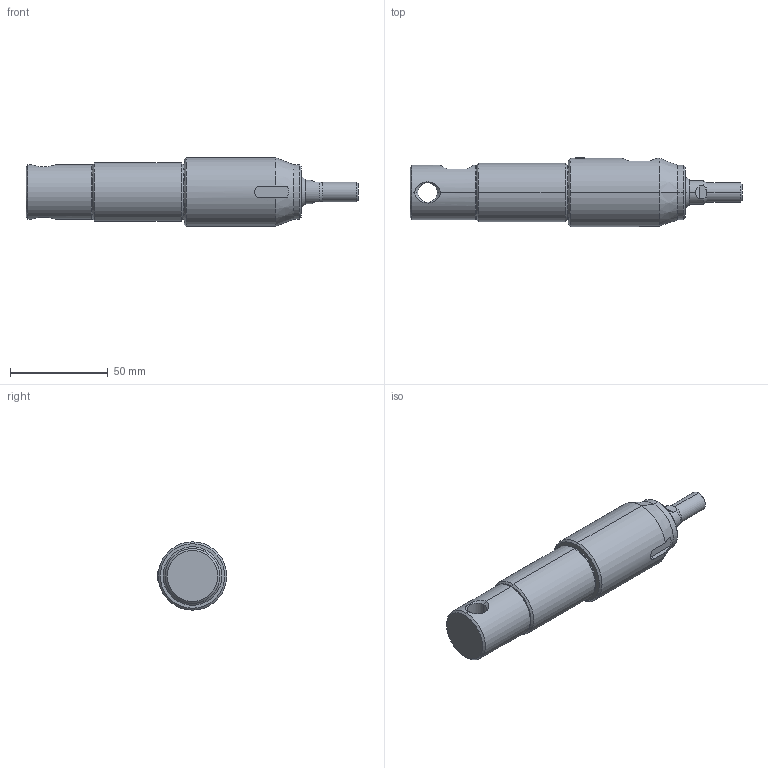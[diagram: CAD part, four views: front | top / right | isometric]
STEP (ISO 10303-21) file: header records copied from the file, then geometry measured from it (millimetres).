
FILE_DESCRIPTION (( 'STEP AP203' ), '1' );
FILE_NAME ('71220.50.STEP', '2014-09-01T13:42:24', ( '' ), ( '' ), 'SwSTEP 2.0', 'SolidWorks 2013', '' );
FILE_SCHEMA (( 'CONFIG_CONTROL_DESIGN' ));
Length unit declared in the file: millimetre
Products named in the file (1): 71220.50
Bounding box: 170 x 35.5 x 35 mm (x, y, z)
Surface area: 21573 mm2 (no closed solid volume)
Topology: 0 solids, 8 shells, 87 faces, 218 edges, 140 vertices
Faces by surface type: cone 30, cylinder 29, plane 28
Entity records: 3173 total; most frequent: CARTESIAN_POINT 1025, DIRECTION 451, ORIENTED_EDGE 388, EDGE_CURVE 218, AXIS2_PLACEMENT_3D 176, VERTEX_POINT 140, EDGE_LOOP 100, LINE 99
